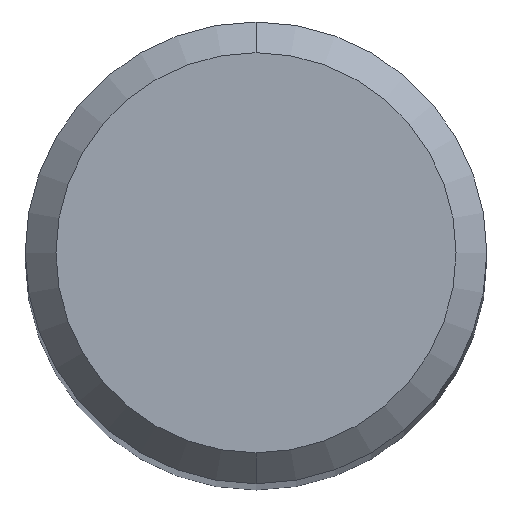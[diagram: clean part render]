
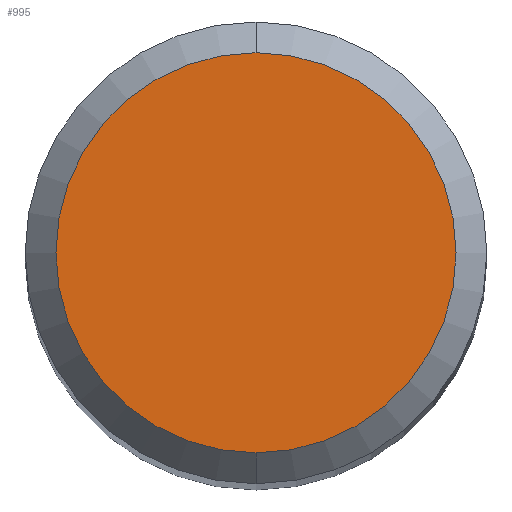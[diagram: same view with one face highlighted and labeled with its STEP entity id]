
A CAD part, top view. The second image highlights one B-rep face of the part: STEP entity #995.
In plain terms, the highlighted planar face has unit normal (0, 0, 1).
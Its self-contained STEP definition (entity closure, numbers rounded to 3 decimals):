
#837=VERTEX_POINT('',#1791);
#995=ADVANCED_FACE('',(#1966),#1967,.T.);
#1161=EDGE_CURVE('',#837,#1257,#2151,.T.);
#1239=EDGE_CURVE('',#1257,#837,#2239,.T.);
#1257=VERTEX_POINT('',#2258);
#1791=CARTESIAN_POINT('',(0.,-2.6,0.0));
#1966=FACE_OUTER_BOUND('',#7615,.T.);
#1967=PLANE('',#7616);
#2151=CIRCLE('',#9647,2.6);
#2239=CIRCLE('',#10590,2.6);
#2258=CARTESIAN_POINT('',(0.0,2.6,0.0));
#7615=EDGE_LOOP('',(#12568,#12569));
#7616=AXIS2_PLACEMENT_3D('',#12570,#12571,#12572);
#9647=AXIS2_PLACEMENT_3D('',#12810,#12811,#12812);
#10590=AXIS2_PLACEMENT_3D('',#12898,#12899,#12900);
#12568=ORIENTED_EDGE('',*,*,#1239,.F.);
#12569=ORIENTED_EDGE('',*,*,#1161,.F.);
#12570=CARTESIAN_POINT('',(0.0,1.3,0.0));
#12571=DIRECTION('',(-0.0,0.0,1.0));
#12572=DIRECTION('',(0.0,-1.0,0.0));
#12810=CARTESIAN_POINT('',(0.0,0.0,0.0));
#12811=DIRECTION('',(0.0,0.0,-1.0));
#12812=DIRECTION('',(0.0,1.0,0.0));
#12898=CARTESIAN_POINT('',(0.0,0.0,0.0));
#12899=DIRECTION('',(0.0,0.0,-1.0));
#12900=DIRECTION('',(0.0,1.0,0.0));
